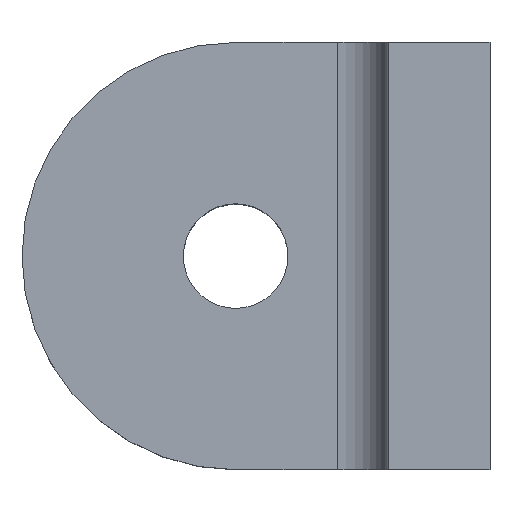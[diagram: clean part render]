
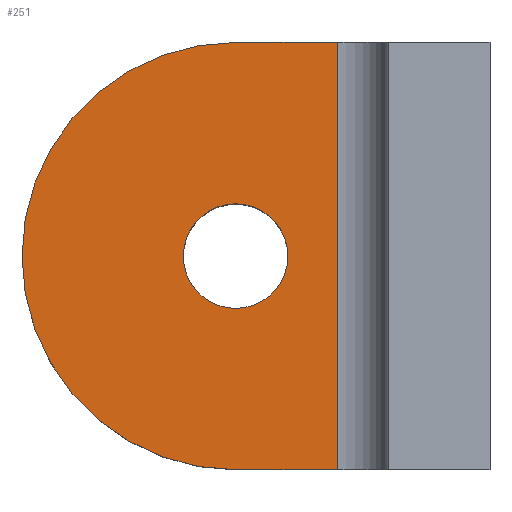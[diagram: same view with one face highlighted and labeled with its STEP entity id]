
A CAD part, top view. The second image highlights one B-rep face of the part: STEP entity #251.
In plain terms, the highlighted planar face has unit normal (0, 0, 1).
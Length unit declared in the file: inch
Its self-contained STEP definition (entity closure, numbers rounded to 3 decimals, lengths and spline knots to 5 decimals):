
#17=FACE_BOUND('',#52,.T.);
#24=PLANE('',#293);
#35=FACE_OUTER_BOUND('',#51,.T.);
#51=EDGE_LOOP('',(#196,#197,#198,#199));
#52=EDGE_LOOP('',(#200));
#68=LINE('',#404,#89);
#75=LINE('',#419,#96);
#76=LINE('',#422,#97);
#89=VECTOR('',#331,0.3937);
#96=VECTOR('',#344,0.3937);
#97=VECTOR('',#347,0.3937);
#113=CIRCLE('',#294,0.525);
#114=CIRCLE('',#295,0.1285);
#123=VERTEX_POINT('',#397);
#126=VERTEX_POINT('',#402);
#131=VERTEX_POINT('',#418);
#132=VERTEX_POINT('',#420);
#133=VERTEX_POINT('',#423);
#150=EDGE_CURVE('',#126,#123,#68,.T.);
#157=EDGE_CURVE('',#126,#131,#75,.T.);
#158=EDGE_CURVE('',#131,#132,#113,.T.);
#159=EDGE_CURVE('',#132,#123,#76,.T.);
#160=EDGE_CURVE('',#133,#133,#114,.T.);
#196=ORIENTED_EDGE('',*,*,#150,.F.);
#197=ORIENTED_EDGE('',*,*,#157,.T.);
#198=ORIENTED_EDGE('',*,*,#158,.T.);
#199=ORIENTED_EDGE('',*,*,#159,.T.);
#200=ORIENTED_EDGE('',*,*,#160,.T.);
#251=ADVANCED_FACE('',(#35,#17),#24,.T.);
#293=AXIS2_PLACEMENT_3D('',#417,#342,#343);
#294=AXIS2_PLACEMENT_3D('',#421,#345,#346);
#295=AXIS2_PLACEMENT_3D('',#424,#348,#349);
#331=DIRECTION('',(0.,-1.,0.));
#342=DIRECTION('center_axis',(0.,0.,1.));
#343=DIRECTION('ref_axis',(1.,0.,0.));
#344=DIRECTION('',(-1.,0.,0.));
#345=DIRECTION('center_axis',(0.,0.,1.));
#346=DIRECTION('ref_axis',(0.,1.,0.));
#347=DIRECTION('',(1.,0.,0.));
#348=DIRECTION('center_axis',(0.,0.,-1.));
#349=DIRECTION('ref_axis',(1.,0.,0.));
#397=CARTESIAN_POINT('',(0.25,-0.525,0.75));
#402=CARTESIAN_POINT('',(0.25,0.525,0.75));
#404=CARTESIAN_POINT('',(0.25,0.2625,0.75));
#417=CARTESIAN_POINT('Origin',(0.05,0.,0.75));
#418=CARTESIAN_POINT('',(0.,0.525,0.75));
#419=CARTESIAN_POINT('',(0.625,0.525,0.75));
#420=CARTESIAN_POINT('',(0.,-0.525,0.75));
#421=CARTESIAN_POINT('Origin',(0.,0.,0.75));
#422=CARTESIAN_POINT('',(0.,-0.525,0.75));
#423=CARTESIAN_POINT('',(-0.1285,0.,0.75));
#424=CARTESIAN_POINT('Origin',(0.,0.,0.75));
